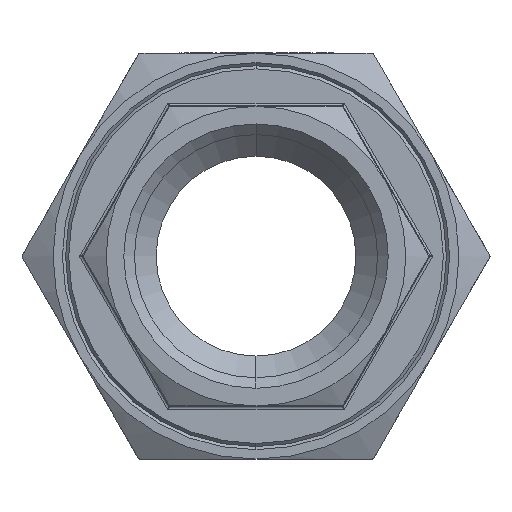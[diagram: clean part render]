
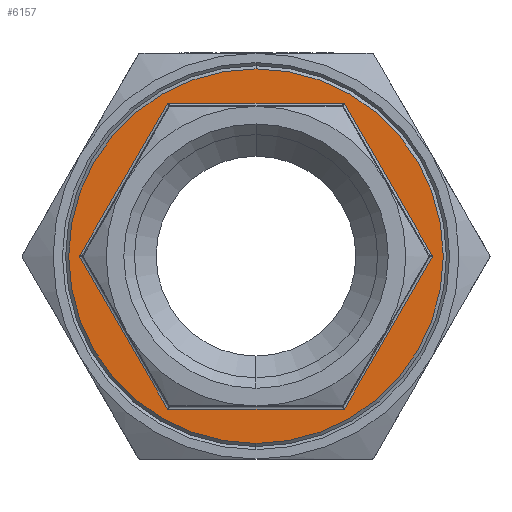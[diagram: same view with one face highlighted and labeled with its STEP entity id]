
A CAD part, left-side view. The second image highlights one B-rep face of the part: STEP entity #6157.
In plain terms, the highlighted planar face has unit normal (-1, 0, 0).
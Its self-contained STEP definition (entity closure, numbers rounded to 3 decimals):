
#403 = DIRECTION ( 'NONE',  ( 0., -0.5, 0.866 ) ) ;
#579 = LINE ( 'NONE', #13423, #7521 ) ;
#621 = CIRCLE ( 'NONE', #8317, 30. ) ;
#653 = DIRECTION ( 'NONE',  ( 0., 0., 1. ) ) ;
#712 = CARTESIAN_POINT ( 'NONE',  ( -11.25, -14.145, 24.5 ) ) ;
#976 = VERTEX_POINT ( 'NONE', #13025 ) ;
#1053 = VERTEX_POINT ( 'NONE', #5467 ) ;
#1103 = EDGE_CURVE ( 'NONE', #6931, #1053, #579, .T. ) ;
#1954 = CARTESIAN_POINT ( 'NONE',  ( -11.25, 0., 0. ) ) ;
#2044 = EDGE_CURVE ( 'NONE', #5314, #976, #2284, .T. ) ;
#2074 = ORIENTED_EDGE ( 'NONE', *, *, #11944, .T. ) ;
#2284 = LINE ( 'NONE', #13470, #6832 ) ;
#2371 = CIRCLE ( 'NONE', #8928, 30. ) ;
#2388 = DIRECTION ( 'NONE',  ( 0., 0., 1. ) ) ;
#2936 = PLANE ( 'NONE',  #12739 ) ;
#3032 = DIRECTION ( 'NONE',  ( 0., -0.5, -0.866 ) ) ;
#3039 = DIRECTION ( 'NONE',  ( 0., -1., 0. ) ) ;
#3335 = EDGE_CURVE ( 'NONE', #8371, #6931, #8472, .T. ) ;
#3853 = EDGE_LOOP ( 'NONE', ( #9831, #5240, #8327, #12500, #13371, #10396 ) ) ;
#4073 = CARTESIAN_POINT ( 'NONE',  ( -11.25, 24.682, -6.25 ) ) ;
#4362 = EDGE_LOOP ( 'NONE', ( #4875, #2074 ) ) ;
#4379 = EDGE_CURVE ( 'NONE', #5788, #5314, #12432, .T. ) ;
#4464 = CARTESIAN_POINT ( 'NONE',  ( -11.25, 0., 0. ) ) ;
#4875 = ORIENTED_EDGE ( 'NONE', *, *, #10695, .T. ) ;
#4986 = CARTESIAN_POINT ( 'NONE',  ( -11.25, -24.682, 6.25 ) ) ;
#5076 = VECTOR ( 'NONE', #12562, 1000. ) ;
#5240 = ORIENTED_EDGE ( 'NONE', *, *, #2044, .F. ) ;
#5314 = VERTEX_POINT ( 'NONE', #9338 ) ;
#5467 = CARTESIAN_POINT ( 'NONE',  ( -11.25, -28.29, 0. ) ) ;
#5788 = VERTEX_POINT ( 'NONE', #712 ) ;
#5847 = CARTESIAN_POINT ( 'NONE',  ( -11.25, -6.928, 24.5 ) ) ;
#6053 = CARTESIAN_POINT ( 'NONE',  ( -11.25, 0., 0. ) ) ;
#6086 = CARTESIAN_POINT ( 'NONE',  ( -11.25, 14.145, -24.5 ) ) ;
#6094 = DIRECTION ( 'NONE',  ( -1., 0., 0. ) ) ;
#6157 = ADVANCED_FACE ( 'NONE', ( #7319, #9852 ), #2936, .T. ) ;
#6724 = VECTOR ( 'NONE', #3032, 1000. ) ;
#6777 = DIRECTION ( 'NONE',  ( -1., 0., 0. ) ) ;
#6832 = VECTOR ( 'NONE', #7025, 1000. ) ;
#6931 = VERTEX_POINT ( 'NONE', #11605 ) ;
#7025 = DIRECTION ( 'NONE',  ( 0., 0.5, -0.866 ) ) ;
#7319 = FACE_OUTER_BOUND ( 'NONE', #4362, .T. ) ;
#7521 = VECTOR ( 'NONE', #403, 1000. ) ;
#7540 = DIRECTION ( 'NONE',  ( 0., -1., 0. ) ) ;
#8308 = VECTOR ( 'NONE', #7540, 1000. ) ;
#8317 = AXIS2_PLACEMENT_3D ( 'NONE', #4464, #6777, #2388 ) ;
#8327 = ORIENTED_EDGE ( 'NONE', *, *, #4379, .F. ) ;
#8371 = VERTEX_POINT ( 'NONE', #6086 ) ;
#8435 = EDGE_CURVE ( 'NONE', #1053, #5788, #11433, .T. ) ;
#8472 = LINE ( 'NONE', #11638, #8308 ) ;
#8521 = EDGE_CURVE ( 'NONE', #976, #8371, #11277, .T. ) ;
#8928 = AXIS2_PLACEMENT_3D ( 'NONE', #6053, #6094, #653 ) ;
#9255 = CARTESIAN_POINT ( 'NONE',  ( -11.25, 0., -30. ) ) ;
#9338 = CARTESIAN_POINT ( 'NONE',  ( -11.25, 14.145, 24.5 ) ) ;
#9497 = DIRECTION ( 'NONE',  ( -1., 0., 0. ) ) ;
#9831 = ORIENTED_EDGE ( 'NONE', *, *, #8521, .F. ) ;
#9852 = FACE_BOUND ( 'NONE', #3853, .T. ) ;
#9992 = CARTESIAN_POINT ( 'NONE',  ( -11.25, 0., 30. ) ) ;
#10396 = ORIENTED_EDGE ( 'NONE', *, *, #3335, .F. ) ;
#10695 = EDGE_CURVE ( 'NONE', #13086, #13623, #2371, .T. ) ;
#11277 = LINE ( 'NONE', #4073, #6724 ) ;
#11433 = LINE ( 'NONE', #4986, #13965 ) ;
#11605 = CARTESIAN_POINT ( 'NONE',  ( -11.25, -14.145, -24.5 ) ) ;
#11638 = CARTESIAN_POINT ( 'NONE',  ( -11.25, 6.928, -24.5 ) ) ;
#11944 = EDGE_CURVE ( 'NONE', #13623, #13086, #621, .T. ) ;
#12432 = LINE ( 'NONE', #5847, #5076 ) ;
#12468 = DIRECTION ( 'NONE',  ( 0., 0.5, 0.866 ) ) ;
#12500 = ORIENTED_EDGE ( 'NONE', *, *, #8435, .F. ) ;
#12562 = DIRECTION ( 'NONE',  ( 0., 1., 0. ) ) ;
#12739 = AXIS2_PLACEMENT_3D ( 'NONE', #1954, #9497, #3039 ) ;
#13025 = CARTESIAN_POINT ( 'NONE',  ( -11.25, 28.29, 0. ) ) ;
#13086 = VERTEX_POINT ( 'NONE', #9992 ) ;
#13371 = ORIENTED_EDGE ( 'NONE', *, *, #1103, .F. ) ;
#13423 = CARTESIAN_POINT ( 'NONE',  ( -11.25, -17.754, -18.25 ) ) ;
#13470 = CARTESIAN_POINT ( 'NONE',  ( -11.25, 17.754, 18.25 ) ) ;
#13623 = VERTEX_POINT ( 'NONE', #9255 ) ;
#13965 = VECTOR ( 'NONE', #12468, 1000. ) ;
